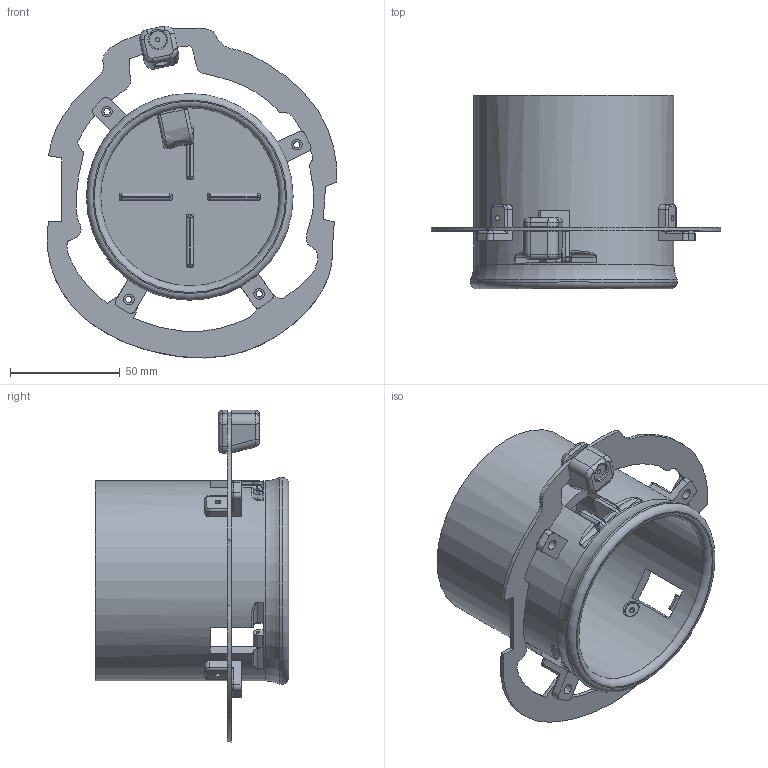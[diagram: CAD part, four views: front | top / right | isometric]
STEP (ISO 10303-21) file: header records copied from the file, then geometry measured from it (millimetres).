
FILE_DESCRIPTION(/* description */ (''),/* implementation_level */ '2;1');
FILE_NAME(/* name */ 'Cup Holder Redesign v24.step',/* time_stamp */ '2024-09-06T21:22:25-07:00',/* author */ (''),/* organization */ (''),/* preprocessor_version */ 'ST-DEVELOPER v20',/* originating_system */ 'Autodesk Translation Framework v13.14.0.145',/* authorisation */ '');
FILE_SCHEMA (('AUTOMOTIVE_DESIGN { 1 0 10303 214 3 1 1 }'));
Length unit declared in the file: millimetre
Products named in the file (6): Cup Holder Redesign; Metal Ring; Cup Holder; Finger1; Spring Holder; L Brackets
Assembly tree (5 placements, depth 3):
  Cup Holder Redesign
    Metal Ring
    Cup Holder
      Finger1
    Spring Holder
    L Brackets
Bounding box: 131.75 x 88 x 150.95 mm (x, y, z)
Volume: 160100.8 mm3; surface area: 77628 mm2
Topology: 8 solids, 8 shells, 377 faces, 968 edges, 598 vertices
Faces by surface type: cylinder 152, plane 124, bspline 93, torus 8
Full cylindrical faces by diameter (mm): 1.5 x5, 2 x2, 2.5 x8, 2.85 x4, 4.75 x4, 7 x4, 7.2 x1, 8 x1, 81 x1, 91 x1, 94 x1
Entity records: 17547 total; most frequent: CARTESIAN_POINT 8677, ORIENTED_EDGE 1904, DIRECTION 1669, EDGE_CURVE 952, AXIS2_PLACEMENT_3D 616, VERTEX_POINT 598, EDGE_LOOP 438, LINE 437
